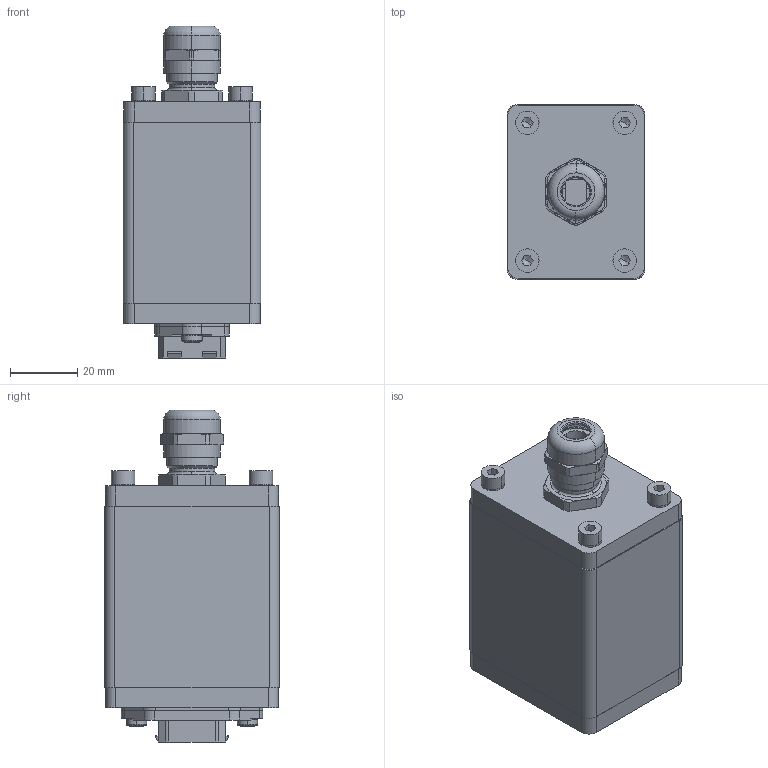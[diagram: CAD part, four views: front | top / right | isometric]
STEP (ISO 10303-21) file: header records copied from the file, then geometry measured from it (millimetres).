
FILE_DESCRIPTION(('CATIA V5 STEP Exchange','CAx-IF Rec.Pracs.--- Model Styling and Organization---1.4--- 2014-01-23'),'2;1');
FILE_NAME ('005447-3_0', '2022-03-07T08:26:47+00:00', ('none'), ('Weidmueller'), 'CATIA Version 5-6 Release 2016 SP3 HF44', 'CATIA V5 STEP AP214', 'none');
FILE_SCHEMA(('AUTOMOTIVE_DESIGN { 1 0 10303 214 1 1 1 1 }'));
Products named in the file (1): 1068880000
Bounding box: 41 x 52 x 98.8 mm (x, y, z)
Volume: 81957.7 mm3; surface area: 64126.2 mm2
Topology: 25 solids, 25 shells, 1921 faces, 4954 edges, 3101 vertices
Faces by surface type: plane 881, cylinder 614, torus 155, cone 110, bspline 101, revolution 32, sphere 26, extrusion 2
Entity records: 60554 total; most frequent: CARTESIAN_POINT 17631, ORIENTED_EDGE 9828, DIRECTION 6989, EDGE_CURVE 4914, VERTEX_POINT 3101, AXIS2_PLACEMENT_3D 2960, VECTOR 2550, LINE 2548
